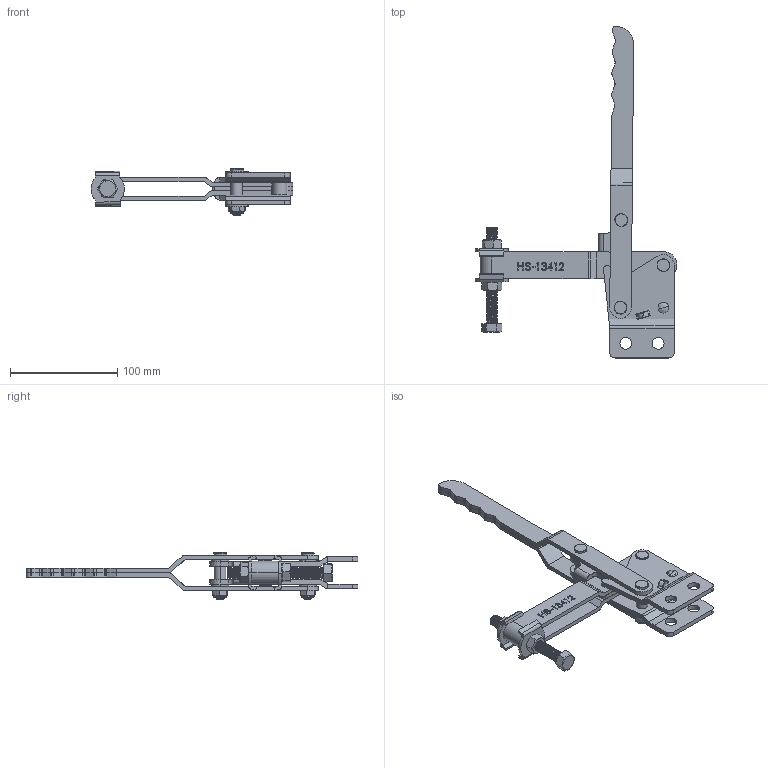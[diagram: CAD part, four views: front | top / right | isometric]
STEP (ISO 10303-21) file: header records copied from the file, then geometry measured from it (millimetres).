
FILE_DESCRIPTION (( 'STEP AP203' ), '1' );
FILE_NAME ('HS-13412.STEP', '2019-10-14T11:04:23', ( '微软用户' ), ( '微软中国' ), 'SwSTEP 2.0', 'SolidWorks 2012', '' );
FILE_SCHEMA (( 'CONFIG_CONTROL_DESIGN' ));
Products named in the file (24): HS-13412; HS-14412-04_CONNECTING-PLATE; HS-14412-09; HS-13412-02_U-BAR_ASM; PRT0012__2; PRT0011__2; HS-14412-06; HS-14412-10; HS-14412-03_STRAIGHT_HANDLE_ASM; PRT0010__2; HS___1_3; HS-101-H-06; HS-11412-12; HS-11412-11; HS-13412-01_STRAIGHT_BASE_ASM; HS___9; HS___10; HS-FW-120; HS-14412-05; HS-14412-08; HS-14412-07; HS-SA-109015_NUT; HS_LOCK-NUT; HS-SA-109015_SPINDLE_SUOOLIED_
Assembly tree (33 placements, depth 3):
  HS-13412
    HS-SA-109015_SPINDLE_SUOOLIED_
    HS_LOCK-NUT  x2
    HS-SA-109015_NUT  x2
    HS-14412-07  x2
    HS-14412-08  x2
    HS-14412-05
    HS-FW-120  x2
    HS-13412-01_STRAIGHT_BASE_ASM
      HS___10
      HS___9
    HS-11412-11  x4
    HS-11412-12
    HS-101-H-06
    HS-14412-03_STRAIGHT_HANDLE_ASM
      HS___1_3
      PRT0010__2
    HS-14412-10  x2
    HS-14412-06  x2
    HS-13412-02_U-BAR_ASM
      PRT0011__2
      PRT0012__2
    HS-14412-09
    HS-14412-04_CONNECTING-PLATE
Bounding box: 187.75 x 308.84 x 43 mm (x, y, z)
Volume: 190057.5 mm3; surface area: 117048.4 mm2
Topology: 29 solids, 29 shells, 1054 faces, 2815 edges, 1850 vertices
Faces by surface type: plane 548, cylinder 377, cone 68, bspline 61
Entity records: 93054 total; most frequent: CARTESIAN_POINT 46793, ORIENTED_EDGE 9456, DIRECTION 8431, EDGE_CURVE 4728, VECTOR 3301, LINE 3301, VERTEX_POINT 3046, AXIS2_PLACEMENT_3D 2565
